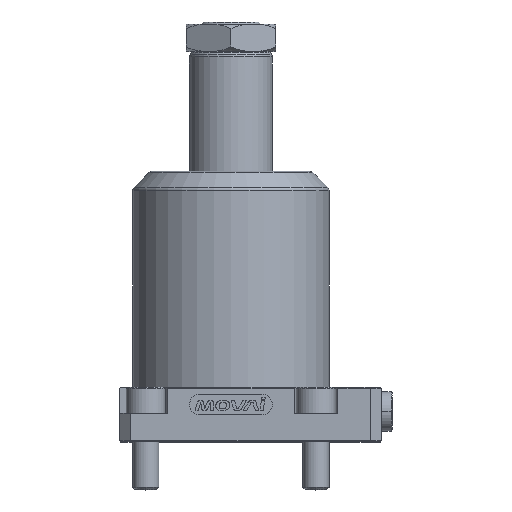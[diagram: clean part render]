
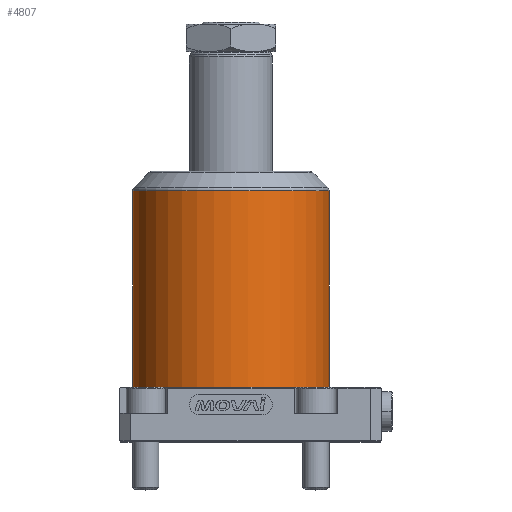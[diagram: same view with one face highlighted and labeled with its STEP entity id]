
A CAD part, top view. The second image highlights one B-rep face of the part: STEP entity #4807.
In plain terms, the highlighted cylindrical face has radius 45 mm (diameter 90 mm), a partial arc.
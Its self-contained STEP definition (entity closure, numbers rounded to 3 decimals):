
#44 = VERTEX_POINT ( 'NONE', #13605 ) ;
#381 = DIRECTION ( 'NONE',  ( 0., -1., 0. ) ) ;
#492 = VERTEX_POINT ( 'NONE', #2534 ) ;
#1132 = ORIENTED_EDGE ( 'NONE', *, *, #2479, .F. ) ;
#1479 = AXIS2_PLACEMENT_3D ( 'NONE', #10929, #1615, #4128 ) ;
#1615 = DIRECTION ( 'NONE',  ( 0., -1., 0. ) ) ;
#2479 = EDGE_CURVE ( 'NONE', #4748, #13942, #8660, .T. ) ;
#2534 = CARTESIAN_POINT ( 'NONE',  ( -45., 115.172, 0. ) ) ;
#2844 = EDGE_CURVE ( 'NONE', #4748, #492, #12193, .T. ) ;
#2922 = LINE ( 'NONE', #5380, #13788 ) ;
#3617 = CYLINDRICAL_SURFACE ( 'NONE', #15664, 45. ) ;
#3985 = DIRECTION ( 'NONE',  ( 1., 0., 0. ) ) ;
#4128 = DIRECTION ( 'NONE',  ( 1., 0., 0. ) ) ;
#4553 = ORIENTED_EDGE ( 'NONE', *, *, #15806, .T. ) ;
#4748 = VERTEX_POINT ( 'NONE', #9557 ) ;
#4807 = ADVANCED_FACE ( 'NONE', ( #6170 ), #3617, .T. ) ;
#5222 = DIRECTION ( 'NONE',  ( 0., -1., 0. ) ) ;
#5380 = CARTESIAN_POINT ( 'NONE',  ( -45., 0., 0. ) ) ;
#5627 = ORIENTED_EDGE ( 'NONE', *, *, #2844, .T. ) ;
#6170 = FACE_OUTER_BOUND ( 'NONE', #11306, .T. ) ;
#6210 = CARTESIAN_POINT ( 'NONE',  ( 45., 0., 0. ) ) ;
#6920 = DIRECTION ( 'NONE',  ( 1., 0., 0. ) ) ;
#7591 = EDGE_CURVE ( 'NONE', #13942, #44, #10745, .T. ) ;
#8599 = AXIS2_PLACEMENT_3D ( 'NONE', #16179, #14854, #6920 ) ;
#8660 = LINE ( 'NONE', #6210, #14893 ) ;
#9557 = CARTESIAN_POINT ( 'NONE',  ( 45., 115.172, 0. ) ) ;
#10745 = CIRCLE ( 'NONE', #8599, 45. ) ;
#10929 = CARTESIAN_POINT ( 'NONE',  ( 0., 115.172, 0. ) ) ;
#11306 = EDGE_LOOP ( 'NONE', ( #5627, #4553, #15753, #1132 ) ) ;
#11312 = CARTESIAN_POINT ( 'NONE',  ( 0., 0., 0. ) ) ;
#12193 = CIRCLE ( 'NONE', #1479, 45. ) ;
#13605 = CARTESIAN_POINT ( 'NONE',  ( -45., 25., 0. ) ) ;
#13788 = VECTOR ( 'NONE', #381, 1000. ) ;
#13813 = DIRECTION ( 'NONE',  ( 0., -1., 0. ) ) ;
#13942 = VERTEX_POINT ( 'NONE', #14718 ) ;
#14718 = CARTESIAN_POINT ( 'NONE',  ( 45., 25., 0. ) ) ;
#14854 = DIRECTION ( 'NONE',  ( 0., -1., 0. ) ) ;
#14893 = VECTOR ( 'NONE', #13813, 1000. ) ;
#15664 = AXIS2_PLACEMENT_3D ( 'NONE', #11312, #5222, #3985 ) ;
#15753 = ORIENTED_EDGE ( 'NONE', *, *, #7591, .F. ) ;
#15806 = EDGE_CURVE ( 'NONE', #492, #44, #2922, .T. ) ;
#16179 = CARTESIAN_POINT ( 'NONE',  ( 0., 25., 0. ) ) ;
